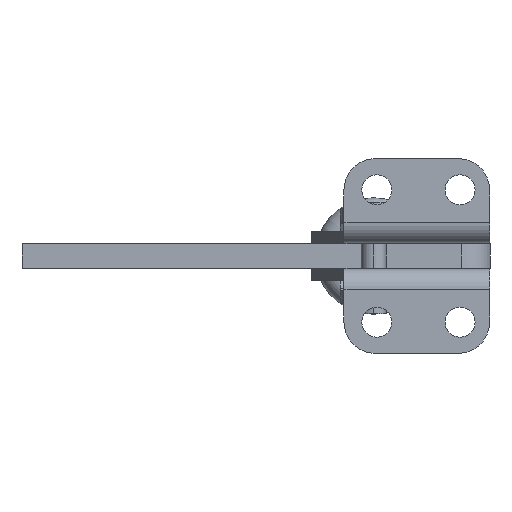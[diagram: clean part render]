
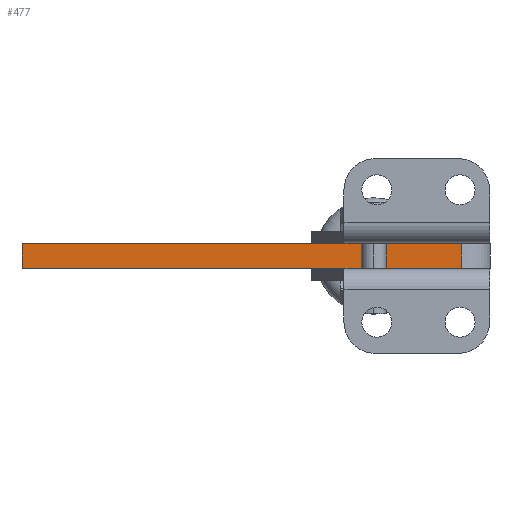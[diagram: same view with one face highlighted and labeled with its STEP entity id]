
A CAD part, front view. The second image highlights one B-rep face of the part: STEP entity #477.
In plain terms, the highlighted planar face has unit normal (0, -1, 0).
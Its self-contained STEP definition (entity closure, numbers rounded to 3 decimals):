
#477 = ADVANCED_FACE( '', ( #952 ), #953, .T. );
#952 = FACE_OUTER_BOUND( '', #1438, .T. );
#953 = PLANE( '', #1439 );
#1438 = EDGE_LOOP( '', ( #3212, #3213, #3214, #3215 ) );
#1439 = AXIS2_PLACEMENT_3D( '', #3216, #3217, #3218 );
#3212 = ORIENTED_EDGE( '', *, *, #3850, .T. );
#3213 = ORIENTED_EDGE( '', *, *, #3864, .T. );
#3214 = ORIENTED_EDGE( '', *, *, #3865, .F. );
#3215 = ORIENTED_EDGE( '', *, *, #3855, .F. );
#3216 = CARTESIAN_POINT( '', ( -87.4, 31.19, 3. ) );
#3217 = DIRECTION( '', ( 0., -1., 0. ) );
#3218 = DIRECTION( '', ( -1., 0., 0. ) );
#3850 = EDGE_CURVE( '', #4807, #4805, #4808, .T. );
#3855 = EDGE_CURVE( '', #4807, #4815, #4816, .T. );
#3864 = EDGE_CURVE( '', #4805, #4832, #4833, .T. );
#3865 = EDGE_CURVE( '', #4815, #4832, #4834, .T. );
#4805 = VERTEX_POINT( '', #6123 );
#4807 = VERTEX_POINT( '', #6126 );
#4808 = LINE( '', #6127, #6128 );
#4815 = VERTEX_POINT( '', #6139 );
#4816 = LINE( '', #6140, #6141 );
#4832 = VERTEX_POINT( '', #6160 );
#4833 = LINE( '', #6161, #6162 );
#4834 = LINE( '', #6163, #6164 );
#6123 = CARTESIAN_POINT( '', ( -77.4, 31.19, -3. ) );
#6126 = CARTESIAN_POINT( '', ( -77.4, 31.19, 3. ) );
#6127 = CARTESIAN_POINT( '', ( -77.4, 31.19, 3. ) );
#6128 = VECTOR( '', #7355, 1. );
#6139 = CARTESIAN_POINT( '', ( 28.361, 31.19, 3. ) );
#6140 = CARTESIAN_POINT( '', ( -87.4, 31.19, 3. ) );
#6141 = VECTOR( '', #7360, 1. );
#6160 = CARTESIAN_POINT( '', ( 28.361, 31.19, -3. ) );
#6161 = CARTESIAN_POINT( '', ( -87.4, 31.19, -3. ) );
#6162 = VECTOR( '', #7379, 1. );
#6163 = CARTESIAN_POINT( '', ( 28.361, 31.19, 3. ) );
#6164 = VECTOR( '', #7380, 1. );
#7355 = DIRECTION( '', ( 0., 0., -1. ) );
#7360 = DIRECTION( '', ( 1., 0., 0. ) );
#7379 = DIRECTION( '', ( 1., 0., 0. ) );
#7380 = DIRECTION( '', ( 0., 0., -1. ) );
